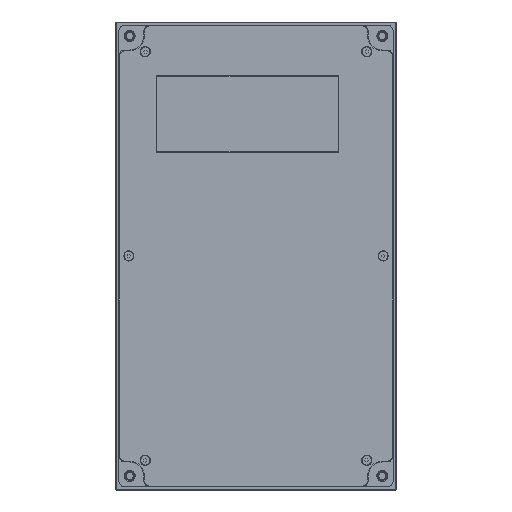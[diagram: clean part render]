
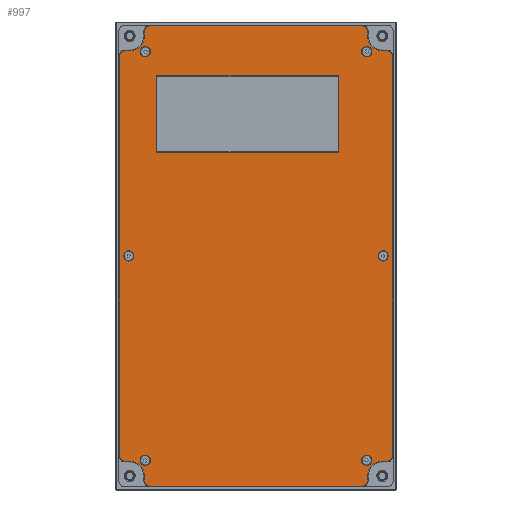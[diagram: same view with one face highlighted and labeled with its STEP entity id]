
A CAD part, top view. The second image highlights one B-rep face of the part: STEP entity #997.
In plain terms, the highlighted planar face has unit normal (0, 0, 1).
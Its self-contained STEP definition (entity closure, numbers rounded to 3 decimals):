
#997=ADVANCED_FACE('extract',(#3424,#1441,#1442,#1443,#1444,#1445,#1446,#1447),#20107,.T.);
#1441=FACE_BOUND('',#13396,.T.);
#1442=FACE_BOUND('',#13397,.T.);
#1443=FACE_BOUND('',#13398,.T.);
#1444=FACE_BOUND('',#13399,.T.);
#1445=FACE_BOUND('',#13400,.T.);
#1446=FACE_BOUND('',#13401,.T.);
#1447=FACE_BOUND('',#13402,.T.);
#2774=CIRCLE('',#39795,4.);
#2775=CIRCLE('',#39798,4.);
#2776=CIRCLE('',#39801,9.4);
#2777=CIRCLE('',#39804,4.);
#2778=CIRCLE('',#39807,4.);
#2779=CIRCLE('',#39810,9.4);
#2780=CIRCLE('',#39813,4.);
#2781=CIRCLE('',#39816,4.);
#2782=CIRCLE('',#39819,9.4);
#2783=CIRCLE('',#39822,4.);
#2784=CIRCLE('',#39825,4.);
#2785=CIRCLE('',#39828,9.4);
#2796=CIRCLE('',#39849,18.5);
#2797=CIRCLE('',#39850,18.5);
#2798=CIRCLE('',#39851,3.25);
#2799=CIRCLE('',#39852,3.25);
#2800=CIRCLE('',#39853,3.25);
#2801=CIRCLE('',#39854,3.25);
#2802=CIRCLE('',#39855,3.25);
#2803=CIRCLE('',#39856,3.25);
#2804=CIRCLE('',#39857,3.25);
#2805=CIRCLE('',#39858,3.25);
#2806=CIRCLE('',#39859,3.25);
#2807=CIRCLE('',#39860,3.25);
#2808=CIRCLE('',#39861,3.25);
#2809=CIRCLE('',#39862,3.25);
#3424=FACE_OUTER_BOUND('',#13395,.T.);
#5960=ORIENTED_EDGE('',*,*,#9234,.F.);
#5961=ORIENTED_EDGE('',*,*,#9232,.T.);
#5962=ORIENTED_EDGE('',*,*,#9230,.F.);
#5963=ORIENTED_EDGE('',*,*,#9228,.T.);
#5964=ORIENTED_EDGE('',*,*,#9274,.T.);
#5965=ORIENTED_EDGE('',*,*,#9273,.T.);
#5966=ORIENTED_EDGE('',*,*,#9270,.T.);
#5967=ORIENTED_EDGE('',*,*,#9268,.T.);
#5968=ORIENTED_EDGE('',*,*,#9266,.F.);
#5969=ORIENTED_EDGE('',*,*,#9264,.T.);
#5970=ORIENTED_EDGE('',*,*,#9262,.F.);
#5971=ORIENTED_EDGE('',*,*,#9261,.F.);
#5972=ORIENTED_EDGE('',*,*,#9258,.F.);
#5973=ORIENTED_EDGE('',*,*,#9256,.T.);
#5974=ORIENTED_EDGE('',*,*,#9254,.F.);
#5975=ORIENTED_EDGE('',*,*,#9252,.T.);
#5976=ORIENTED_EDGE('',*,*,#9250,.T.);
#5977=ORIENTED_EDGE('',*,*,#9249,.T.);
#5978=ORIENTED_EDGE('',*,*,#9246,.T.);
#5979=ORIENTED_EDGE('',*,*,#9244,.T.);
#5980=ORIENTED_EDGE('',*,*,#9242,.F.);
#5981=ORIENTED_EDGE('',*,*,#9240,.T.);
#5982=ORIENTED_EDGE('',*,*,#9238,.F.);
#5983=ORIENTED_EDGE('',*,*,#9237,.F.);
#5984=ORIENTED_EDGE('',*,*,#9293,.T.);
#5985=ORIENTED_EDGE('',*,*,#9294,.T.);
#5986=ORIENTED_EDGE('',*,*,#9295,.T.);
#5987=ORIENTED_EDGE('',*,*,#9296,.T.);
#5988=ORIENTED_EDGE('',*,*,#9297,.T.);
#5989=ORIENTED_EDGE('',*,*,#9298,.T.);
#5990=ORIENTED_EDGE('',*,*,#9299,.T.);
#5991=ORIENTED_EDGE('',*,*,#9300,.T.);
#5992=ORIENTED_EDGE('',*,*,#9301,.T.);
#5993=ORIENTED_EDGE('',*,*,#9302,.T.);
#5994=ORIENTED_EDGE('',*,*,#9303,.T.);
#5995=ORIENTED_EDGE('',*,*,#9304,.T.);
#5996=ORIENTED_EDGE('',*,*,#9305,.T.);
#5997=ORIENTED_EDGE('',*,*,#9306,.T.);
#9228=EDGE_CURVE('270',#12237,#12236,#2774,.T.);
#9230=EDGE_CURVE('201',#12237,#12238,#11077,.T.);
#9232=EDGE_CURVE('204',#12239,#12238,#2775,.T.);
#9234=EDGE_CURVE('207',#12239,#12240,#11080,.T.);
#9237=EDGE_CURVE('211',#12240,#12241,#2776,.T.);
#9238=EDGE_CURVE('213',#12241,#12242,#11083,.T.);
#9240=EDGE_CURVE('216',#12243,#12242,#2777,.T.);
#9242=EDGE_CURVE('219',#12243,#12244,#11086,.T.);
#9244=EDGE_CURVE('222',#12245,#12244,#2778,.T.);
#9246=EDGE_CURVE('225',#12246,#12245,#11089,.T.);
#9249=EDGE_CURVE('229',#12247,#12246,#2779,.T.);
#9250=EDGE_CURVE('231',#12248,#12247,#11092,.T.);
#9252=EDGE_CURVE('234',#12249,#12248,#2780,.T.);
#9254=EDGE_CURVE('237',#12249,#12250,#11095,.T.);
#9256=EDGE_CURVE('240',#12251,#12250,#2781,.T.);
#9258=EDGE_CURVE('243',#12251,#12252,#11098,.T.);
#9261=EDGE_CURVE('247',#12252,#12253,#2782,.T.);
#9262=EDGE_CURVE('249',#12253,#12254,#11101,.T.);
#9264=EDGE_CURVE('252',#12255,#12254,#2783,.T.);
#9266=EDGE_CURVE('255',#12255,#12256,#11104,.T.);
#9268=EDGE_CURVE('258',#12257,#12256,#2784,.T.);
#9270=EDGE_CURVE('261',#12258,#12257,#11107,.T.);
#9273=EDGE_CURVE('265',#12259,#12258,#2785,.T.);
#9274=EDGE_CURVE('267',#12236,#12259,#11110,.T.);
#9293=EDGE_CURVE('15',#12270,#12271,#2796,.T.);
#9294=EDGE_CURVE('11',#12271,#12270,#2797,.T.);
#9295=EDGE_CURVE('284',#12272,#12273,#2798,.T.);
#9296=EDGE_CURVE('282',#12273,#12272,#2799,.T.);
#9297=EDGE_CURVE('285',#12274,#12275,#2800,.T.);
#9298=EDGE_CURVE('286',#12275,#12274,#2801,.T.);
#9299=EDGE_CURVE('287',#12276,#12277,#2802,.T.);
#9300=EDGE_CURVE('288',#12277,#12276,#2803,.T.);
#9301=EDGE_CURVE('289',#12278,#12279,#2804,.T.);
#9302=EDGE_CURVE('290',#12279,#12278,#2805,.T.);
#9303=EDGE_CURVE('291',#12280,#12281,#2806,.T.);
#9304=EDGE_CURVE('292',#12281,#12280,#2807,.T.);
#9305=EDGE_CURVE('278',#12282,#12283,#2808,.T.);
#9306=EDGE_CURVE('275',#12283,#12282,#2809,.T.);
#10531=VECTOR('',#40408,255.2);
#10534=VECTOR('',#40409,2.6);
#10537=VECTOR('',#40408,2.6);
#10540=VECTOR('',#40409,135.2);
#10543=VECTOR('',#40408,2.6);
#10546=VECTOR('',#40406,2.6);
#10549=VECTOR('',#40410,255.2);
#10552=VECTOR('',#40406,2.6);
#10555=VECTOR('',#40410,2.6);
#10558=VECTOR('',#40406,135.2);
#10561=VECTOR('',#40410,2.6);
#10564=VECTOR('',#40409,2.6);
#11077=LINE('',#34781,#10531);
#11080=LINE('',#34784,#10534);
#11083=LINE('',#34787,#10537);
#11086=LINE('',#34790,#10540);
#11089=LINE('',#34795,#10543);
#11092=LINE('',#34798,#10546);
#11095=LINE('',#34800,#10549);
#11098=LINE('',#34803,#10552);
#11101=LINE('',#34805,#10555);
#11104=LINE('',#34808,#10558);
#11107=LINE('',#34813,#10561);
#11110=LINE('',#34780,#10564);
#12236=VERTEX_POINT('233',#34780);
#12237=VERTEX_POINT('188',#34781);
#12238=VERTEX_POINT('189',#34783);
#12239=VERTEX_POINT('191',#34784);
#12240=VERTEX_POINT('193',#34786);
#12241=VERTEX_POINT('195',#34787);
#12242=VERTEX_POINT('197',#34789);
#12243=VERTEX_POINT('199',#34790);
#12244=VERTEX_POINT('201',#34792);
#12245=VERTEX_POINT('203',#34794);
#12246=VERTEX_POINT('205',#34795);
#12247=VERTEX_POINT('207',#34796);
#12248=VERTEX_POINT('209',#34798);
#12249=VERTEX_POINT('211',#34800);
#12250=VERTEX_POINT('213',#34801);
#12251=VERTEX_POINT('215',#34803);
#12252=VERTEX_POINT('217',#34804);
#12253=VERTEX_POINT('219',#34805);
#12254=VERTEX_POINT('221',#34807);
#12255=VERTEX_POINT('223',#34808);
#12256=VERTEX_POINT('225',#34810);
#12257=VERTEX_POINT('227',#34812);
#12258=VERTEX_POINT('229',#34813);
#12259=VERTEX_POINT('231',#34814);
#12270=VERTEX_POINT('12',#34831);
#12271=VERTEX_POINT('11',#34832);
#12272=VERTEX_POINT('243',#34834);
#12273=VERTEX_POINT('240',#34835);
#12274=VERTEX_POINT('244',#34837);
#12275=VERTEX_POINT('245',#34838);
#12276=VERTEX_POINT('246',#34840);
#12277=VERTEX_POINT('247',#34841);
#12278=VERTEX_POINT('248',#34843);
#12279=VERTEX_POINT('249',#34844);
#12280=VERTEX_POINT('250',#34846);
#12281=VERTEX_POINT('251',#34847);
#12282=VERTEX_POINT('238',#34849);
#12283=VERTEX_POINT('234',#34850);
#13395=EDGE_LOOP('',(#5960,#5961,#5962,#5963,#5964,#5965,#5966,#5967,#5968,#5969,#5970,#5971,#5972,#5973,#5974,#5975,#5976,#5977,#5978,#5979,#5980,#5981,#5982,#5983));
#13396=EDGE_LOOP('',(#5984,#5985));
#13397=EDGE_LOOP('',(#5986,#5987));
#13398=EDGE_LOOP('',(#5988,#5989));
#13399=EDGE_LOOP('',(#5990,#5991));
#13400=EDGE_LOOP('',(#5992,#5993));
#13401=EDGE_LOOP('',(#5994,#5995));
#13402=EDGE_LOOP('',(#5996,#5997));
#20107=PLANE('',#39848);
#34780=CARTESIAN_POINT('',(173.6,131.6,97.8));
#34781=CARTESIAN_POINT('',(177.6,127.6,97.8));
#34782=CARTESIAN_POINT('',(173.6,127.6,97.8));
#34783=CARTESIAN_POINT('',(177.6,-127.6,97.8));
#34784=CARTESIAN_POINT('',(173.6,-131.6,97.8));
#34785=CARTESIAN_POINT('',(173.6,-127.6,97.8));
#34786=CARTESIAN_POINT('',(171.,-131.6,97.8));
#34787=CARTESIAN_POINT('',(161.6,-141.,97.8));
#34788=CARTESIAN_POINT('',(171.,-141.,97.8));
#34789=CARTESIAN_POINT('',(161.6,-143.6,97.8));
#34790=CARTESIAN_POINT('',(157.6,-147.6,97.8));
#34791=CARTESIAN_POINT('',(157.6,-143.6,97.8));
#34792=CARTESIAN_POINT('',(22.4,-147.6,97.8));
#34793=CARTESIAN_POINT('',(22.4,-143.6,97.8));
#34794=CARTESIAN_POINT('',(18.4,-143.6,97.8));
#34795=CARTESIAN_POINT('',(18.4,-141.,97.8));
#34796=CARTESIAN_POINT('',(9.,-131.6,97.8));
#34797=CARTESIAN_POINT('',(9.,-141.,97.8));
#34798=CARTESIAN_POINT('',(6.4,-131.6,97.8));
#34799=CARTESIAN_POINT('',(6.4,-127.6,97.8));
#34800=CARTESIAN_POINT('',(2.4,-127.6,97.8));
#34801=CARTESIAN_POINT('',(2.4,127.6,97.8));
#34802=CARTESIAN_POINT('',(6.4,127.6,97.8));
#34803=CARTESIAN_POINT('',(6.4,131.6,97.8));
#34804=CARTESIAN_POINT('',(9.,131.6,97.8));
#34805=CARTESIAN_POINT('',(18.4,141.,97.8));
#34806=CARTESIAN_POINT('',(9.,141.,97.8));
#34807=CARTESIAN_POINT('',(18.4,143.6,97.8));
#34808=CARTESIAN_POINT('',(22.4,147.6,97.8));
#34809=CARTESIAN_POINT('',(22.4,143.6,97.8));
#34810=CARTESIAN_POINT('',(157.6,147.6,97.8));
#34811=CARTESIAN_POINT('',(157.6,143.6,97.8));
#34812=CARTESIAN_POINT('',(161.6,143.6,97.8));
#34813=CARTESIAN_POINT('',(161.6,141.,97.8));
#34814=CARTESIAN_POINT('',(171.,131.6,97.8));
#34815=CARTESIAN_POINT('',(171.,141.,97.8));
#34830=CARTESIAN_POINT('',(177.6,147.6,97.8));
#34831=CARTESIAN_POINT('',(45.75,72.5,97.8));
#34832=CARTESIAN_POINT('',(45.75,109.5,97.8));
#34833=CARTESIAN_POINT('',(45.75,91.,97.8));
#34834=CARTESIAN_POINT('',(5.25,0.,97.8));
#34835=CARTESIAN_POINT('',(11.75,0.,97.8));
#34836=CARTESIAN_POINT('',(8.5,0.,97.8));
#34837=CARTESIAN_POINT('',(157.75,-131.,97.8));
#34838=CARTESIAN_POINT('',(164.25,-131.,97.8));
#34839=CARTESIAN_POINT('',(161.,-131.,97.8));
#34840=CARTESIAN_POINT('',(157.75,131.,97.8));
#34841=CARTESIAN_POINT('',(164.25,131.,97.8));
#34842=CARTESIAN_POINT('',(161.,131.,97.8));
#34843=CARTESIAN_POINT('',(15.75,-131.,97.8));
#34844=CARTESIAN_POINT('',(22.25,-131.,97.8));
#34845=CARTESIAN_POINT('',(19.,-131.,97.8));
#34846=CARTESIAN_POINT('',(15.75,131.,97.8));
#34847=CARTESIAN_POINT('',(22.25,131.,97.8));
#34848=CARTESIAN_POINT('',(19.,131.,97.8));
#34849=CARTESIAN_POINT('',(168.25,0.,97.8));
#34850=CARTESIAN_POINT('',(174.75,0.,97.8));
#34851=CARTESIAN_POINT('',(171.5,0.,97.8));
#39795=AXIS2_PLACEMENT_3D('',#34782,#40405,#40406);
#39798=AXIS2_PLACEMENT_3D('',#34785,#40405,#40408);
#39801=AXIS2_PLACEMENT_3D('',#34788,#40405,#40410);
#39804=AXIS2_PLACEMENT_3D('',#34791,#40405,#40408);
#39807=AXIS2_PLACEMENT_3D('',#34793,#40405,#40409);
#39810=AXIS2_PLACEMENT_3D('',#34797,#40407,#40410);
#39813=AXIS2_PLACEMENT_3D('',#34799,#40405,#40409);
#39816=AXIS2_PLACEMENT_3D('',#34802,#40405,#40410);
#39819=AXIS2_PLACEMENT_3D('',#34806,#40405,#40408);
#39822=AXIS2_PLACEMENT_3D('',#34809,#40405,#40410);
#39825=AXIS2_PLACEMENT_3D('',#34811,#40405,#40406);
#39828=AXIS2_PLACEMENT_3D('',#34815,#40407,#40408);
#39848=AXIS2_PLACEMENT_3D('',#34830,#40405,#40409);
#39849=AXIS2_PLACEMENT_3D('',#34833,#40407,#40408);
#39850=AXIS2_PLACEMENT_3D('',#34833,#40407,#40410);
#39851=AXIS2_PLACEMENT_3D('',#34836,#40407,#40409);
#39852=AXIS2_PLACEMENT_3D('',#34836,#40407,#40406);
#39853=AXIS2_PLACEMENT_3D('',#34839,#40407,#40409);
#39854=AXIS2_PLACEMENT_3D('',#34839,#40407,#40406);
#39855=AXIS2_PLACEMENT_3D('',#34842,#40407,#40409);
#39856=AXIS2_PLACEMENT_3D('',#34842,#40407,#40406);
#39857=AXIS2_PLACEMENT_3D('',#34845,#40407,#40409);
#39858=AXIS2_PLACEMENT_3D('',#34845,#40407,#40406);
#39859=AXIS2_PLACEMENT_3D('',#34848,#40407,#40409);
#39860=AXIS2_PLACEMENT_3D('',#34848,#40407,#40406);
#39861=AXIS2_PLACEMENT_3D('',#34851,#40407,#40409);
#39862=AXIS2_PLACEMENT_3D('',#34851,#40407,#40406);
#40405=DIRECTION('',(0.,0.,1.));
#40406=DIRECTION('',(1.,0.,0.));
#40407=DIRECTION('',(0.,0.,-1.));
#40408=DIRECTION('',(0.,-1.,0.));
#40409=DIRECTION('',(-1.,0.,0.));
#40410=DIRECTION('',(0.,1.,0.));
